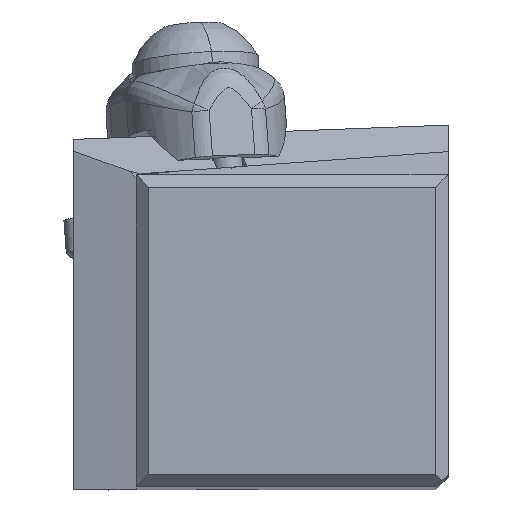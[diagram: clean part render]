
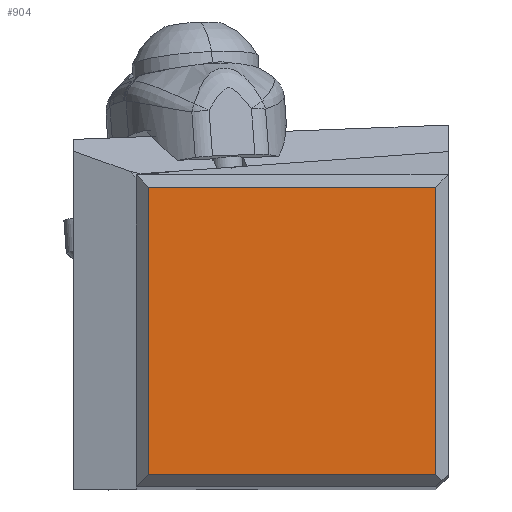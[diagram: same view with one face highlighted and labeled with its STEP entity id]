
A CAD part, top view. The second image highlights one B-rep face of the part: STEP entity #904.
In plain terms, the highlighted planar face has unit normal (0, 0, 1).
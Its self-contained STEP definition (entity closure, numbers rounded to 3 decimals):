
#664=FACE_OUTER_BOUND('',#1264,.T.);
#904=ADVANCED_FACE('',(#664),#1156,.T.);
#1156=PLANE('',#4476);
#1264=EDGE_LOOP('',(#1591,#1592,#1593,#1594));
#1591=ORIENTED_EDGE('',*,*,#3220,.F.);
#1592=ORIENTED_EDGE('',*,*,#3227,.F.);
#1593=ORIENTED_EDGE('',*,*,#3262,.F.);
#1594=ORIENTED_EDGE('',*,*,#3263,.T.);
#2812=VERTEX_POINT('',#6080);
#2813=VERTEX_POINT('',#6082);
#2817=VERTEX_POINT('',#6094);
#2842=VERTEX_POINT('',#6163);
#3220=EDGE_CURVE('',#2812,#2813,#3861,.T.);
#3227=EDGE_CURVE('',#2817,#2812,#3868,.T.);
#3262=EDGE_CURVE('',#2842,#2817,#3899,.T.);
#3263=EDGE_CURVE('',#2842,#2813,#3900,.T.);
#3861=LINE('',#6081,#4093);
#3868=LINE('',#6095,#4100);
#3899=LINE('',#6164,#4131);
#3900=LINE('',#6166,#4132);
#4093=VECTOR('',#4950,1.);
#4100=VECTOR('',#4961,1.);
#4131=VECTOR('',#5018,1.);
#4132=VECTOR('',#5021,1.);
#4476=AXIS2_PLACEMENT_3D('',#6167,#5022,#5023);
#4950=DIRECTION('',(-1.,0.,0.));
#4961=DIRECTION('',(0.,-1.,0.));
#5018=DIRECTION('',(1.,0.,0.));
#5021=DIRECTION('',(0.,-1.,0.));
#5022=DIRECTION('',(0.,0.,1.));
#5023=DIRECTION('',(-1.,0.,0.));
#6080=CARTESIAN_POINT('',(-1.,1.,0.));
#6081=CARTESIAN_POINT('',(-1.,1.,0.));
#6082=CARTESIAN_POINT('',(-24.4,1.,0.));
#6094=CARTESIAN_POINT('',(-1.,24.4,0.));
#6095=CARTESIAN_POINT('',(-1.,24.4,0.));
#6163=CARTESIAN_POINT('',(-24.4,24.4,0.));
#6164=CARTESIAN_POINT('',(-24.4,24.4,0.));
#6166=CARTESIAN_POINT('',(-24.4,24.4,0.));
#6167=CARTESIAN_POINT('',(-12.7,12.7,0.));
